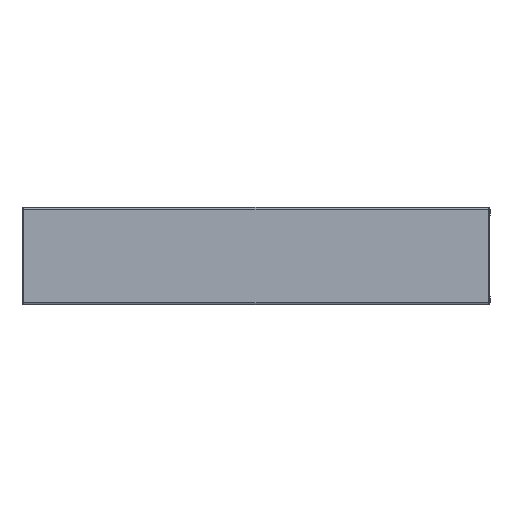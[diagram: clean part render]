
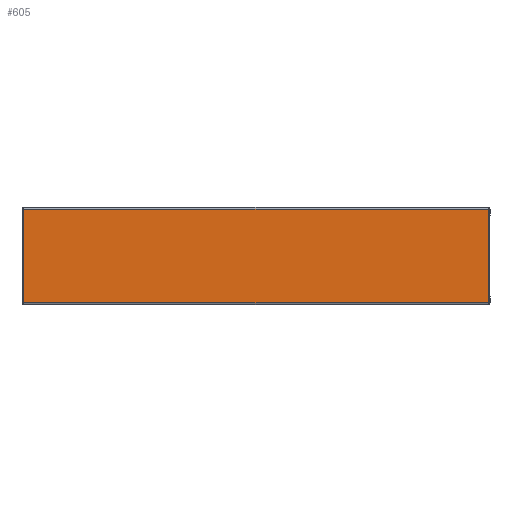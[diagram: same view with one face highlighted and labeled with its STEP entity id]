
A CAD part, left-side view. The second image highlights one B-rep face of the part: STEP entity #605.
In plain terms, the highlighted planar face has unit normal (-1, 0, 0).
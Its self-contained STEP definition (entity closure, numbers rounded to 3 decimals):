
#18 = CARTESIAN_POINT ( 'NONE',  ( -1., -0.6, 0.245 ) ) ;
#36 = ORIENTED_EDGE ( 'NONE', *, *, #1371, .T. ) ;
#123 = CARTESIAN_POINT ( 'NONE',  ( -1., -0.595, 0.245 ) ) ;
#172 = VECTOR ( 'NONE', #3507, 1000. ) ;
#450 = VECTOR ( 'NONE', #1961, 1000. ) ;
#566 = VERTEX_POINT ( 'NONE', #5481 ) ;
#599 = CARTESIAN_POINT ( 'NONE',  ( -1., -0.595, 0.02 ) ) ;
#605 = ADVANCED_FACE ( 'NONE', ( #3414 ), #5057, .F. ) ;
#1311 = LINE ( 'NONE', #18, #172 ) ;
#1371 = EDGE_CURVE ( 'NONE', #3442, #3592, #4101, .T. ) ;
#1961 = DIRECTION ( 'NONE',  ( 0., 0., 1. ) ) ;
#2007 = LINE ( 'NONE', #4334, #5355 ) ;
#2087 = VECTOR ( 'NONE', #2683, 1000. ) ;
#2233 = CARTESIAN_POINT ( 'NONE',  ( -1., -0.6, 0.005 ) ) ;
#2265 = ORIENTED_EDGE ( 'NONE', *, *, #3456, .T. ) ;
#2382 = DIRECTION ( 'NONE',  ( 0., 0., -1. ) ) ;
#2637 = EDGE_CURVE ( 'NONE', #3592, #566, #1311, .T. ) ;
#2683 = DIRECTION ( 'NONE',  ( 0., -1., 0. ) ) ;
#2835 = CARTESIAN_POINT ( 'NONE',  ( -1., -0.6, 0.02 ) ) ;
#2959 = VERTEX_POINT ( 'NONE', #3903 ) ;
#2977 = EDGE_CURVE ( 'NONE', #566, #2959, #2007, .T. ) ;
#3272 = LINE ( 'NONE', #2233, #2087 ) ;
#3414 = FACE_OUTER_BOUND ( 'NONE', #3932, .T. ) ;
#3442 = VERTEX_POINT ( 'NONE', #4861 ) ;
#3456 = EDGE_CURVE ( 'NONE', #2959, #3442, #3272, .T. ) ;
#3507 = DIRECTION ( 'NONE',  ( 0., 1., 0. ) ) ;
#3592 = VERTEX_POINT ( 'NONE', #123 ) ;
#3903 = CARTESIAN_POINT ( 'NONE',  ( -1., 0.595, 0.005 ) ) ;
#3932 = EDGE_LOOP ( 'NONE', ( #4161, #4820, #2265, #36 ) ) ;
#4101 = LINE ( 'NONE', #599, #450 ) ;
#4161 = ORIENTED_EDGE ( 'NONE', *, *, #2637, .T. ) ;
#4287 = AXIS2_PLACEMENT_3D ( 'NONE', #2835, #5451, #2382 ) ;
#4334 = CARTESIAN_POINT ( 'NONE',  ( -1., 0.595, 0.02 ) ) ;
#4820 = ORIENTED_EDGE ( 'NONE', *, *, #2977, .T. ) ;
#4861 = CARTESIAN_POINT ( 'NONE',  ( -1., -0.595, 0.005 ) ) ;
#5057 = PLANE ( 'NONE',  #4287 ) ;
#5207 = DIRECTION ( 'NONE',  ( 0., 0., -1. ) ) ;
#5355 = VECTOR ( 'NONE', #5207, 1000. ) ;
#5451 = DIRECTION ( 'NONE',  ( 1., 0., 0. ) ) ;
#5481 = CARTESIAN_POINT ( 'NONE',  ( -1., 0.595, 0.245 ) ) ;
